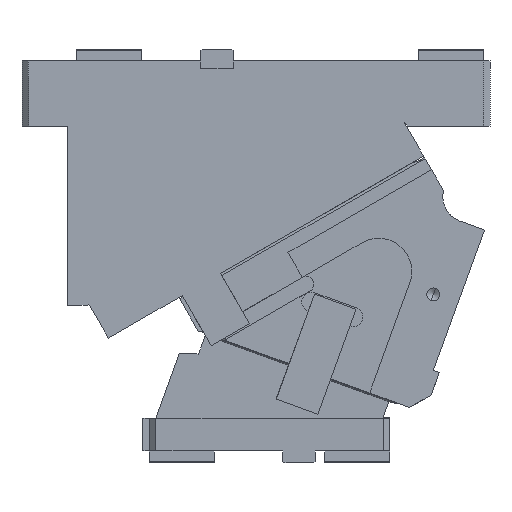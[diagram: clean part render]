
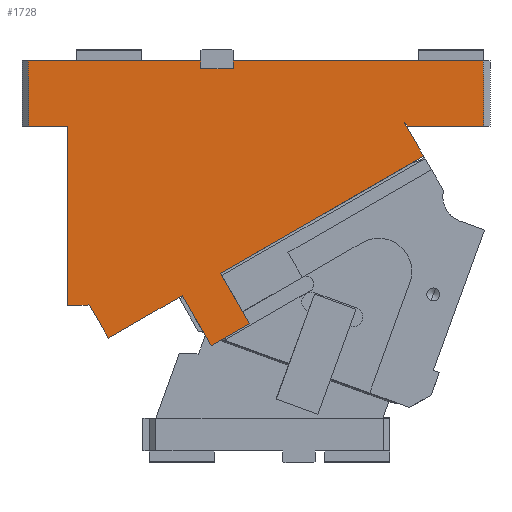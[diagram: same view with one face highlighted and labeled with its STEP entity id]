
A CAD part, front view. The second image highlights one B-rep face of the part: STEP entity #1728.
In plain terms, the highlighted planar face has unit normal (0, -1, 0).
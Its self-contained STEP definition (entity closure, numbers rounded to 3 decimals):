
#548=CARTESIAN_POINT('Vertex',(35.,-82.5,-188.)) ;
#551=CARTESIAN_POINT('Line Origine',(35.,-82.5,-119.)) ;
#555=CARTESIAN_POINT('Vertex',(35.,-82.5,-50.)) ;
#585=CARTESIAN_POINT('Line Origine',(20.,-82.5,-50.)) ;
#589=CARTESIAN_POINT('Vertex',(5.,-82.5,-50.)) ;
#759=CARTESIAN_POINT('Line Origine',(5.,-82.5,-25.)) ;
#763=CARTESIAN_POINT('Vertex',(5.,-82.5,0.)) ;
#787=CARTESIAN_POINT('Vertex',(137.5,-82.5,0.)) ;
#846=CARTESIAN_POINT('Line Origine',(71.25,-82.5,0.)) ;
#1558=CARTESIAN_POINT('Vertex',(137.5,-82.5,-6.)) ;
#1561=CARTESIAN_POINT('Line Origine',(150.,-82.5,-6.)) ;
#1565=CARTESIAN_POINT('Vertex',(162.5,-82.5,-6.)) ;
#1585=CARTESIAN_POINT('Line Origine',(137.5,-82.5,-3.)) ;
#1597=CARTESIAN_POINT('Axis2P3D Location',(0.,-82.5,0.)) ;
#1602=CARTESIAN_POINT('Line Origine',(230.854,-82.5,-118.295)) ;
#1606=CARTESIAN_POINT('Vertex',(309.013,-82.5,-73.17)) ;
#1608=CARTESIAN_POINT('Vertex',(152.695,-82.5,-163.42)) ;
#1611=CARTESIAN_POINT('Line Origine',(301.513,-82.5,-60.179)) ;
#1615=CARTESIAN_POINT('Vertex',(294.013,-82.5,-47.189)) ;
#1618=CARTESIAN_POINT('Line Origine',(294.229,-82.5,-47.064)) ;
#1622=CARTESIAN_POINT('Vertex',(294.446,-82.5,-46.939)) ;
#1625=CARTESIAN_POINT('Line Origine',(295.329,-82.5,-48.47)) ;
#1629=CARTESIAN_POINT('Vertex',(296.213,-82.5,-50.)) ;
#1632=CARTESIAN_POINT('Line Origine',(325.606,-82.5,-50.)) ;
#1636=CARTESIAN_POINT('Vertex',(355.,-82.5,-50.)) ;
#1639=CARTESIAN_POINT('Line Origine',(355.,-82.5,-25.)) ;
#1643=CARTESIAN_POINT('Vertex',(355.,-82.5,0.)) ;
#1646=CARTESIAN_POINT('Line Origine',(258.75,-82.5,0.)) ;
#1650=CARTESIAN_POINT('Vertex',(162.5,-82.5,0.)) ;
#1653=CARTESIAN_POINT('Line Origine',(162.5,-82.5,-3.)) ;
#1658=CARTESIAN_POINT('Line Origine',(42.561,-82.5,-188.)) ;
#1662=CARTESIAN_POINT('Vertex',(50.121,-82.5,-188.)) ;
#1665=CARTESIAN_POINT('Line Origine',(50.823,-82.5,-187.595)) ;
#1669=CARTESIAN_POINT('Vertex',(51.526,-82.5,-187.189)) ;
#1672=CARTESIAN_POINT('Line Origine',(59.026,-82.5,-200.179)) ;
#1676=CARTESIAN_POINT('Vertex',(66.526,-82.5,-213.17)) ;
#1679=CARTESIAN_POINT('Line Origine',(94.888,-82.5,-196.795)) ;
#1683=CARTESIAN_POINT('Vertex',(123.25,-82.5,-180.42)) ;
#1686=CARTESIAN_POINT('Line Origine',(134.375,-82.5,-199.689)) ;
#1690=CARTESIAN_POINT('Vertex',(145.5,-82.5,-218.958)) ;
#1693=CARTESIAN_POINT('Line Origine',(160.223,-82.5,-210.458)) ;
#1697=CARTESIAN_POINT('Vertex',(174.945,-82.5,-201.958)) ;
#1700=CARTESIAN_POINT('Line Origine',(163.82,-82.5,-182.689)) ;
#552=DIRECTION('Vector Direction',(0.,0.,-1.)) ;
#586=DIRECTION('Vector Direction',(1.,0.,0.)) ;
#760=DIRECTION('Vector Direction',(0.,0.,-1.)) ;
#847=DIRECTION('Vector Direction',(1.,0.,0.)) ;
#1562=DIRECTION('Vector Direction',(1.,0.,0.)) ;
#1586=DIRECTION('Vector Direction',(0.,0.,1.)) ;
#1598=DIRECTION('Axis2P3D Direction',(0.,1.,0.)) ;
#1599=DIRECTION('Axis2P3D XDirection',(0.,0.,1.)) ;
#1603=DIRECTION('Vector Direction',(-0.866,0.,-0.5)) ;
#1612=DIRECTION('Vector Direction',(-0.5,0.,0.866)) ;
#1619=DIRECTION('Vector Direction',(-0.866,0.,-0.5)) ;
#1626=DIRECTION('Vector Direction',(-0.5,0.,0.866)) ;
#1633=DIRECTION('Vector Direction',(-1.,0.,0.)) ;
#1640=DIRECTION('Vector Direction',(0.,0.,1.)) ;
#1647=DIRECTION('Vector Direction',(1.,0.,0.)) ;
#1654=DIRECTION('Vector Direction',(0.,0.,-1.)) ;
#1659=DIRECTION('Vector Direction',(1.,0.,0.)) ;
#1666=DIRECTION('Vector Direction',(-0.866,0.,-0.5)) ;
#1673=DIRECTION('Vector Direction',(0.5,0.,-0.866)) ;
#1680=DIRECTION('Vector Direction',(-0.866,0.,-0.5)) ;
#1687=DIRECTION('Vector Direction',(-0.5,0.,0.866)) ;
#1694=DIRECTION('Vector Direction',(0.866,0.,0.5)) ;
#1701=DIRECTION('Vector Direction',(-0.5,0.,0.866)) ;
#1600=AXIS2_PLACEMENT_3D('Plane Axis2P3D',#1597,#1598,#1599) ;
#1706=ORIENTED_EDGE('',*,*,#1610,.F.) ;
#1707=ORIENTED_EDGE('',*,*,#1617,.T.) ;
#1708=ORIENTED_EDGE('',*,*,#1624,.F.) ;
#1709=ORIENTED_EDGE('',*,*,#1631,.F.) ;
#1710=ORIENTED_EDGE('',*,*,#1638,.F.) ;
#1711=ORIENTED_EDGE('',*,*,#1645,.T.) ;
#1712=ORIENTED_EDGE('',*,*,#1652,.F.) ;
#1713=ORIENTED_EDGE('',*,*,#1657,.T.) ;
#1714=ORIENTED_EDGE('',*,*,#1567,.F.) ;
#1715=ORIENTED_EDGE('',*,*,#1589,.T.) ;
#1716=ORIENTED_EDGE('',*,*,#850,.F.) ;
#1717=ORIENTED_EDGE('',*,*,#765,.T.) ;
#1718=ORIENTED_EDGE('',*,*,#591,.T.) ;
#1719=ORIENTED_EDGE('',*,*,#557,.T.) ;
#1720=ORIENTED_EDGE('',*,*,#1664,.T.) ;
#1721=ORIENTED_EDGE('',*,*,#1671,.F.) ;
#1722=ORIENTED_EDGE('',*,*,#1678,.T.) ;
#1723=ORIENTED_EDGE('',*,*,#1685,.F.) ;
#1724=ORIENTED_EDGE('',*,*,#1692,.F.) ;
#1725=ORIENTED_EDGE('',*,*,#1699,.T.) ;
#1726=ORIENTED_EDGE('',*,*,#1704,.T.) ;
#553=VECTOR('Line Direction',#552,1.) ;
#587=VECTOR('Line Direction',#586,1.) ;
#761=VECTOR('Line Direction',#760,1.) ;
#848=VECTOR('Line Direction',#847,1.) ;
#1563=VECTOR('Line Direction',#1562,1.) ;
#1587=VECTOR('Line Direction',#1586,1.) ;
#1604=VECTOR('Line Direction',#1603,1.) ;
#1613=VECTOR('Line Direction',#1612,1.) ;
#1620=VECTOR('Line Direction',#1619,1.) ;
#1627=VECTOR('Line Direction',#1626,1.) ;
#1634=VECTOR('Line Direction',#1633,1.) ;
#1641=VECTOR('Line Direction',#1640,1.) ;
#1648=VECTOR('Line Direction',#1647,1.) ;
#1655=VECTOR('Line Direction',#1654,1.) ;
#1660=VECTOR('Line Direction',#1659,1.) ;
#1667=VECTOR('Line Direction',#1666,1.) ;
#1674=VECTOR('Line Direction',#1673,1.) ;
#1681=VECTOR('Line Direction',#1680,1.) ;
#1688=VECTOR('Line Direction',#1687,1.) ;
#1695=VECTOR('Line Direction',#1694,1.) ;
#1702=VECTOR('Line Direction',#1701,1.) ;
#1728=ADVANCED_FACE('CAM HOLDER',(#1727),#1601,.F.) ;
#557=EDGE_CURVE('',#556,#549,#554,.T.) ;
#591=EDGE_CURVE('',#590,#556,#588,.T.) ;
#765=EDGE_CURVE('',#764,#590,#762,.T.) ;
#850=EDGE_CURVE('',#764,#788,#849,.T.) ;
#1567=EDGE_CURVE('',#1559,#1566,#1564,.T.) ;
#1589=EDGE_CURVE('',#1559,#788,#1588,.T.) ;
#1610=EDGE_CURVE('',#1607,#1609,#1605,.T.) ;
#1617=EDGE_CURVE('',#1607,#1616,#1614,.T.) ;
#1624=EDGE_CURVE('',#1623,#1616,#1621,.T.) ;
#1631=EDGE_CURVE('',#1630,#1623,#1628,.T.) ;
#1638=EDGE_CURVE('',#1637,#1630,#1635,.T.) ;
#1645=EDGE_CURVE('',#1637,#1644,#1642,.T.) ;
#1652=EDGE_CURVE('',#1651,#1644,#1649,.T.) ;
#1657=EDGE_CURVE('',#1651,#1566,#1656,.T.) ;
#1664=EDGE_CURVE('',#549,#1663,#1661,.T.) ;
#1671=EDGE_CURVE('',#1670,#1663,#1668,.T.) ;
#1678=EDGE_CURVE('',#1670,#1677,#1675,.T.) ;
#1685=EDGE_CURVE('',#1684,#1677,#1682,.T.) ;
#1692=EDGE_CURVE('',#1691,#1684,#1689,.T.) ;
#1699=EDGE_CURVE('',#1691,#1698,#1696,.T.) ;
#1704=EDGE_CURVE('',#1698,#1609,#1703,.T.) ;
#1705=EDGE_LOOP('',(#1706,#1707,#1708,#1709,#1710,#1711,#1712,#1713,#1714,#1715,#1716,#1717,#1718,#1719,#1720,#1721,#1722,#1723,#1724,#1725,#1726)) ;
#1727=FACE_OUTER_BOUND('',#1705,.T.) ;
#554=LINE('Line',#551,#553) ;
#588=LINE('Line',#585,#587) ;
#762=LINE('Line',#759,#761) ;
#849=LINE('Line',#846,#848) ;
#1564=LINE('Line',#1561,#1563) ;
#1588=LINE('Line',#1585,#1587) ;
#1605=LINE('Line',#1602,#1604) ;
#1614=LINE('Line',#1611,#1613) ;
#1621=LINE('Line',#1618,#1620) ;
#1628=LINE('Line',#1625,#1627) ;
#1635=LINE('Line',#1632,#1634) ;
#1642=LINE('Line',#1639,#1641) ;
#1649=LINE('Line',#1646,#1648) ;
#1656=LINE('Line',#1653,#1655) ;
#1661=LINE('Line',#1658,#1660) ;
#1668=LINE('Line',#1665,#1667) ;
#1675=LINE('Line',#1672,#1674) ;
#1682=LINE('Line',#1679,#1681) ;
#1689=LINE('Line',#1686,#1688) ;
#1696=LINE('Line',#1693,#1695) ;
#1703=LINE('Line',#1700,#1702) ;
#1601=PLANE('Plane',#1600) ;
#549=VERTEX_POINT('',#548) ;
#556=VERTEX_POINT('',#555) ;
#590=VERTEX_POINT('',#589) ;
#764=VERTEX_POINT('',#763) ;
#788=VERTEX_POINT('',#787) ;
#1559=VERTEX_POINT('',#1558) ;
#1566=VERTEX_POINT('',#1565) ;
#1607=VERTEX_POINT('',#1606) ;
#1609=VERTEX_POINT('',#1608) ;
#1616=VERTEX_POINT('',#1615) ;
#1623=VERTEX_POINT('',#1622) ;
#1630=VERTEX_POINT('',#1629) ;
#1637=VERTEX_POINT('',#1636) ;
#1644=VERTEX_POINT('',#1643) ;
#1651=VERTEX_POINT('',#1650) ;
#1663=VERTEX_POINT('',#1662) ;
#1670=VERTEX_POINT('',#1669) ;
#1677=VERTEX_POINT('',#1676) ;
#1684=VERTEX_POINT('',#1683) ;
#1691=VERTEX_POINT('',#1690) ;
#1698=VERTEX_POINT('',#1697) ;
